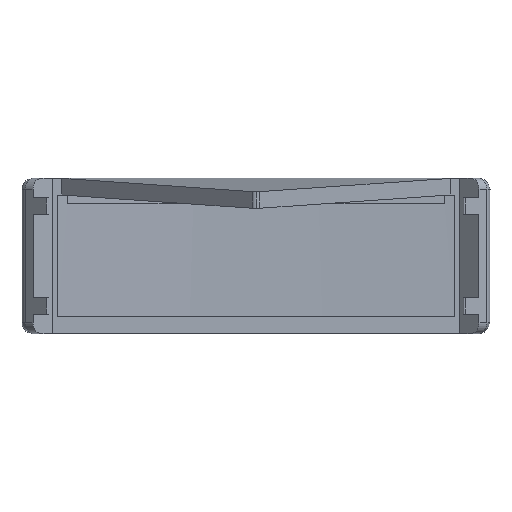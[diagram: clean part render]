
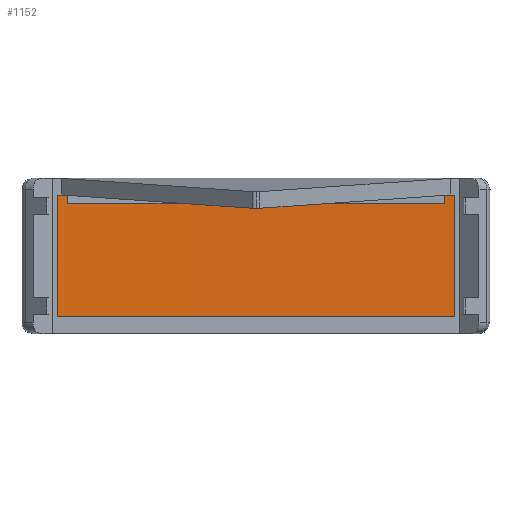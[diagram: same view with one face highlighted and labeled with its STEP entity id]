
A CAD part, front view. The second image highlights one B-rep face of the part: STEP entity #1152.
In plain terms, the highlighted cylindrical face has radius 735.043 mm (diameter 1470.09 mm), a partial arc.
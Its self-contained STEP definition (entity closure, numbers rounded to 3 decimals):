
#104 = LINE ( 'NONE', #1779, #1466 ) ;
#201 = VECTOR ( 'NONE', #213, 1000. ) ;
#213 = DIRECTION ( 'NONE',  ( 0., 0., 1. ) ) ;
#228 = VERTEX_POINT ( 'NONE', #921 ) ;
#274 = AXIS2_PLACEMENT_3D ( 'NONE', #2167, #1968, #1976 ) ;
#353 = VERTEX_POINT ( 'NONE', #1669 ) ;
#487 = CARTESIAN_POINT ( 'NONE',  ( 0., -733.043, -11. ) ) ;
#526 = CARTESIAN_POINT ( 'NONE',  ( 35.75, 1.13, -11. ) ) ;
#527 = LINE ( 'NONE', #1451, #201 ) ;
#618 = EDGE_CURVE ( 'NONE', #937, #228, #104, .T. ) ;
#623 = VECTOR ( 'NONE', #793, 1000. ) ;
#632 = ORIENTED_EDGE ( 'NONE', *, *, #1526, .F. ) ;
#639 = CARTESIAN_POINT ( 'NONE',  ( -35.75, 1.13, -11. ) ) ;
#771 = DIRECTION ( 'NONE',  ( -1., 0., 0. ) ) ;
#793 = DIRECTION ( 'NONE',  ( 0., 0., -1. ) ) ;
#804 = AXIS2_PLACEMENT_3D ( 'NONE', #1192, #2072, #1358 ) ;
#856 = VERTEX_POINT ( 'NONE', #1161 ) ;
#887 = VECTOR ( 'NONE', #1801, 1000. ) ;
#889 = VERTEX_POINT ( 'NONE', #639 ) ;
#921 = CARTESIAN_POINT ( 'NONE',  ( -34., 1.213, 9.5 ) ) ;
#937 = VERTEX_POINT ( 'NONE', #1883 ) ;
#938 = FACE_OUTER_BOUND ( 'NONE', #2257, .T. ) ;
#958 = ORIENTED_EDGE ( 'NONE', *, *, #618, .F. ) ;
#975 = CIRCLE ( 'NONE', #1556, 735.043 ) ;
#1034 = CIRCLE ( 'NONE', #274, 735.043 ) ;
#1053 = VERTEX_POINT ( 'NONE', #1060 ) ;
#1060 = CARTESIAN_POINT ( 'NONE',  ( 34., 1.213, 11. ) ) ;
#1061 = VERTEX_POINT ( 'NONE', #526 ) ;
#1069 = CARTESIAN_POINT ( 'NONE',  ( 35.75, 1.13, 11. ) ) ;
#1087 = EDGE_CURVE ( 'NONE', #1061, #353, #1314, .T. ) ;
#1090 = LINE ( 'NONE', #1300, #623 ) ;
#1152 = ADVANCED_FACE ( 'NONE', ( #938 ), #1985, .F. ) ;
#1161 = CARTESIAN_POINT ( 'NONE',  ( -35.75, 1.13, 11. ) ) ;
#1192 = CARTESIAN_POINT ( 'NONE',  ( 0., -733.043, 11. ) ) ;
#1204 = CIRCLE ( 'NONE', #804, 735.043 ) ;
#1257 = CARTESIAN_POINT ( 'NONE',  ( 0., -733.043, 14. ) ) ;
#1285 = CARTESIAN_POINT ( 'NONE',  ( 0., -733.043, 9.5 ) ) ;
#1286 = DIRECTION ( 'NONE',  ( 0., 0., -1. ) ) ;
#1300 = CARTESIAN_POINT ( 'NONE',  ( -35.75, 1.13, 11. ) ) ;
#1314 = LINE ( 'NONE', #1069, #887 ) ;
#1332 = ORIENTED_EDGE ( 'NONE', *, *, #1512, .F. ) ;
#1358 = DIRECTION ( 'NONE',  ( 1., 0., 0. ) ) ;
#1368 = DIRECTION ( 'NONE',  ( 0., 0., -1. ) ) ;
#1435 = DIRECTION ( 'NONE',  ( 0., 0., -1. ) ) ;
#1451 = CARTESIAN_POINT ( 'NONE',  ( 34., 1.213, 14. ) ) ;
#1466 = VECTOR ( 'NONE', #1286, 1000. ) ;
#1470 = EDGE_CURVE ( 'NONE', #889, #1061, #1698, .T. ) ;
#1503 = ORIENTED_EDGE ( 'NONE', *, *, #1087, .T. ) ;
#1512 = EDGE_CURVE ( 'NONE', #1974, #1053, #527, .T. ) ;
#1526 = EDGE_CURVE ( 'NONE', #856, #937, #1034, .T. ) ;
#1531 = ORIENTED_EDGE ( 'NONE', *, *, #1470, .T. ) ;
#1545 = DIRECTION ( 'NONE',  ( -1., 0., 0. ) ) ;
#1556 = AXIS2_PLACEMENT_3D ( 'NONE', #1285, #2199, #771 ) ;
#1622 = EDGE_CURVE ( 'NONE', #856, #889, #1090, .T. ) ;
#1627 = ORIENTED_EDGE ( 'NONE', *, *, #1622, .T. ) ;
#1628 = EDGE_CURVE ( 'NONE', #228, #1974, #975, .T. ) ;
#1633 = DIRECTION ( 'NONE',  ( -1., 0., 0. ) ) ;
#1669 = CARTESIAN_POINT ( 'NONE',  ( 35.75, 1.13, 11. ) ) ;
#1672 = AXIS2_PLACEMENT_3D ( 'NONE', #1257, #1435, #1633 ) ;
#1698 = CIRCLE ( 'NONE', #1756, 735.043 ) ;
#1756 = AXIS2_PLACEMENT_3D ( 'NONE', #487, #1368, #1545 ) ;
#1762 = ORIENTED_EDGE ( 'NONE', *, *, #2068, .F. ) ;
#1779 = CARTESIAN_POINT ( 'NONE',  ( -34., 1.213, 14. ) ) ;
#1801 = DIRECTION ( 'NONE',  ( 0., 0., 1. ) ) ;
#1883 = CARTESIAN_POINT ( 'NONE',  ( -34., 1.213, 11. ) ) ;
#1937 = CARTESIAN_POINT ( 'NONE',  ( 34., 1.213, 9.5 ) ) ;
#1968 = DIRECTION ( 'NONE',  ( 0., 0., -1. ) ) ;
#1974 = VERTEX_POINT ( 'NONE', #1937 ) ;
#1976 = DIRECTION ( 'NONE',  ( 1., 0., 0. ) ) ;
#1985 = CYLINDRICAL_SURFACE ( 'NONE', #1672, 735.043 ) ;
#2068 = EDGE_CURVE ( 'NONE', #1053, #353, #1204, .T. ) ;
#2072 = DIRECTION ( 'NONE',  ( 0., 0., -1. ) ) ;
#2117 = ORIENTED_EDGE ( 'NONE', *, *, #1628, .F. ) ;
#2167 = CARTESIAN_POINT ( 'NONE',  ( 0., -733.043, 11. ) ) ;
#2199 = DIRECTION ( 'NONE',  ( 0., 0., -1. ) ) ;
#2257 = EDGE_LOOP ( 'NONE', ( #2117, #958, #632, #1627, #1531, #1503, #1762, #1332 ) ) ;
